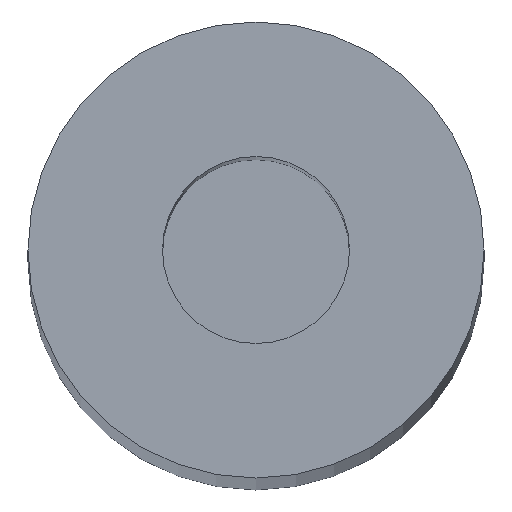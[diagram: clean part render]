
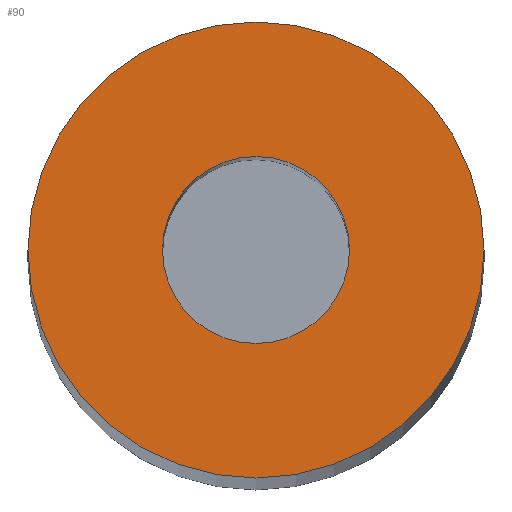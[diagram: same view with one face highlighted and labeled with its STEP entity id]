
A CAD part, top view. The second image highlights one B-rep face of the part: STEP entity #90.
In plain terms, the highlighted planar face has unit normal (0, 0, 1).
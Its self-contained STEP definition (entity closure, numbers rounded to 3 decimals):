
#15=FACE_BOUND('',#34,.T.);
#19=PLANE('',#126);
#26=FACE_OUTER_BOUND('',#33,.T.);
#33=EDGE_LOOP('',(#78));
#34=EDGE_LOOP('',(#79));
#45=CIRCLE('',#120,1.025);
#47=CIRCLE('',#124,2.5);
#51=VERTEX_POINT('',#168);
#53=VERTEX_POINT('',#175);
#58=EDGE_CURVE('',#51,#51,#45,.T.);
#61=EDGE_CURVE('',#53,#53,#47,.T.);
#78=ORIENTED_EDGE('',*,*,#61,.T.);
#79=ORIENTED_EDGE('',*,*,#58,.T.);
#90=ADVANCED_FACE('',(#26,#15),#19,.T.);
#120=AXIS2_PLACEMENT_3D('',#169,#141,#142);
#124=AXIS2_PLACEMENT_3D('',#176,#150,#151);
#126=AXIS2_PLACEMENT_3D('',#180,#155,#156);
#141=DIRECTION('center_axis',(0.,0.,-1.));
#142=DIRECTION('ref_axis',(1.,0.,0.));
#150=DIRECTION('center_axis',(0.,0.,1.));
#151=DIRECTION('ref_axis',(1.,0.,0.));
#155=DIRECTION('center_axis',(0.,0.,1.));
#156=DIRECTION('ref_axis',(1.,0.,0.));
#168=CARTESIAN_POINT('',(-1.025,0.,75.));
#169=CARTESIAN_POINT('Origin',(0.,0.,75.));
#175=CARTESIAN_POINT('',(-2.5,0.,75.));
#176=CARTESIAN_POINT('Origin',(0.,0.,75.));
#180=CARTESIAN_POINT('Origin',(0.,0.,75.));
